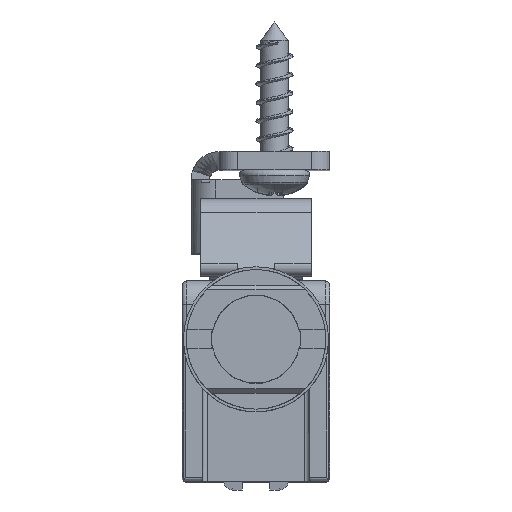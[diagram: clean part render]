
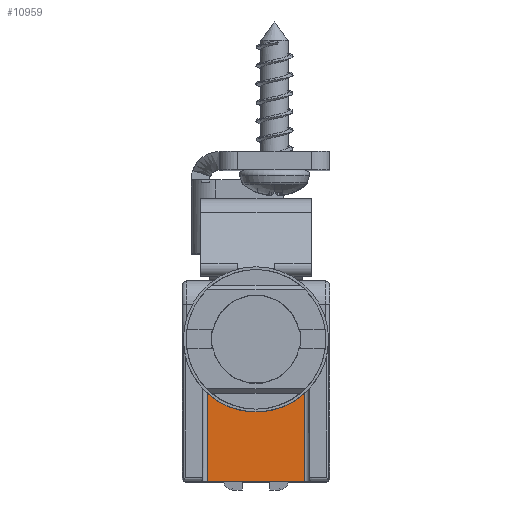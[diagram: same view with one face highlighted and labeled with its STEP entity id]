
A CAD part, top view. The second image highlights one B-rep face of the part: STEP entity #10959.
In plain terms, the highlighted planar face has unit normal (0, 0, 1).
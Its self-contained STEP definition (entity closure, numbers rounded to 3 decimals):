
#689=PLANE('',#11851);
#950=FACE_OUTER_BOUND('',#1594,.T.);
#1594=EDGE_LOOP('',(#7623,#7624,#7625,#7626));
#2307=LINE('',#16409,#3189);
#2314=LINE('',#16430,#3196);
#2315=LINE('',#16432,#3197);
#3189=VECTOR('',#13175,10.);
#3196=VECTOR('',#13206,10.);
#3197=VECTOR('',#13209,10.);
#3966=CIRCLE('',#11777,7.85);
#4395=VERTEX_POINT('',#16059);
#4396=VERTEX_POINT('',#16070);
#4458=VERTEX_POINT('',#16406);
#4459=VERTEX_POINT('',#16408);
#5540=EDGE_CURVE('',#4395,#4396,#3966,.T.);
#5638=EDGE_CURVE('',#4459,#4458,#2307,.T.);
#5648=EDGE_CURVE('',#4458,#4396,#2314,.T.);
#5649=EDGE_CURVE('',#4459,#4395,#2315,.T.);
#7623=ORIENTED_EDGE('',*,*,#5540,.F.);
#7624=ORIENTED_EDGE('',*,*,#5649,.F.);
#7625=ORIENTED_EDGE('',*,*,#5638,.T.);
#7626=ORIENTED_EDGE('',*,*,#5648,.T.);
#10959=ADVANCED_FACE('',(#950),#689,.T.);
#11777=AXIS2_PLACEMENT_3D('',#16071,#12996,#12997);
#11851=AXIS2_PLACEMENT_3D('',#16431,#13207,#13208);
#12996=DIRECTION('center_axis',(0.,0.,1.));
#12997=DIRECTION('ref_axis',(-1.,0.,0.));
#13175=DIRECTION('',(1.,0.,0.));
#13206=DIRECTION('',(0.,1.,0.));
#13207=DIRECTION('center_axis',(0.,0.,1.));
#13208=DIRECTION('ref_axis',(1.,0.,0.));
#13209=DIRECTION('',(0.,1.,0.));
#16059=CARTESIAN_POINT('',(-5.25,-5.836,154.5));
#16070=CARTESIAN_POINT('',(5.25,-5.836,154.5));
#16071=CARTESIAN_POINT('Origin',(0.,0.,154.5));
#16406=CARTESIAN_POINT('',(5.25,-15.4,154.5));
#16408=CARTESIAN_POINT('',(-5.25,-15.4,154.5));
#16409=CARTESIAN_POINT('',(-5.25,-15.4,154.5));
#16430=CARTESIAN_POINT('',(5.25,-15.4,154.5));
#16431=CARTESIAN_POINT('Origin',(5.25,-15.4,154.5));
#16432=CARTESIAN_POINT('',(-5.25,-15.4,154.5));
